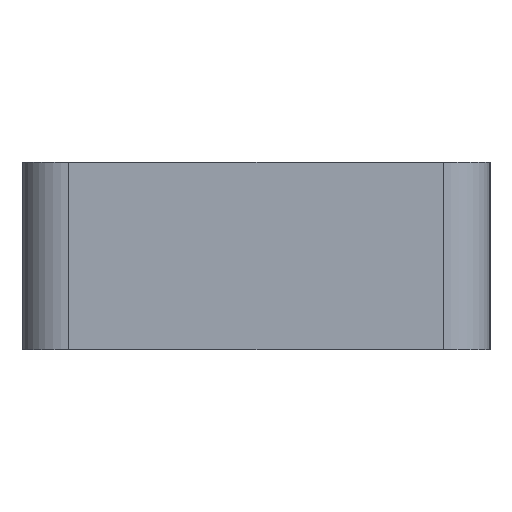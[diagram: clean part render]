
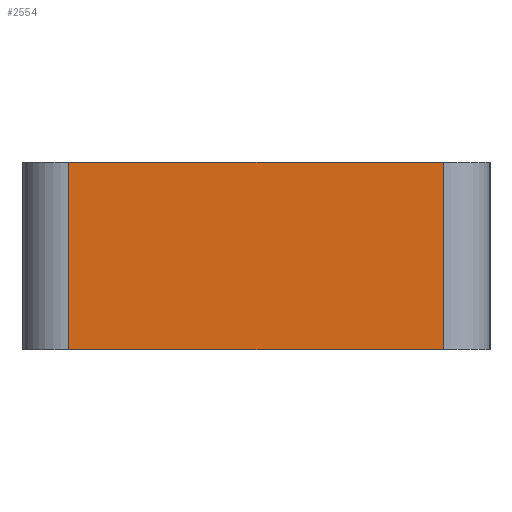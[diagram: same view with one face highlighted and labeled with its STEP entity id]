
A CAD part, left-side view. The second image highlights one B-rep face of the part: STEP entity #2554.
In plain terms, the highlighted planar face has unit normal (-1, 0, 0).
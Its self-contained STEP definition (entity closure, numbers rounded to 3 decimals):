
#21 = ORIENTED_EDGE ( 'NONE', *, *, #631, .T. ) ;
#51 = CARTESIAN_POINT ( 'NONE',  ( -40., -4., 4. ) ) ;
#203 = EDGE_CURVE ( 'NONE', #1608, #1011, #2825, .T. ) ;
#355 = EDGE_CURVE ( 'NONE', #2611, #1546, #2721, .T. ) ;
#445 = VECTOR ( 'NONE', #743, 1000. ) ;
#508 = DIRECTION ( 'NONE',  ( 0., 0., -1. ) ) ;
#590 = CARTESIAN_POINT ( 'NONE',  ( -40., 0., 0. ) ) ;
#631 = EDGE_CURVE ( 'NONE', #1546, #1608, #2890, .T. ) ;
#743 = DIRECTION ( 'NONE',  ( 0., 0., 1. ) ) ;
#762 = ORIENTED_EDGE ( 'NONE', *, *, #1509, .T. ) ;
#801 = FACE_OUTER_BOUND ( 'NONE', #2979, .T. ) ;
#861 = DIRECTION ( 'NONE',  ( 0., 0., 1. ) ) ;
#1011 = VERTEX_POINT ( 'NONE', #1499 ) ;
#1044 = LINE ( 'NONE', #2876, #2949 ) ;
#1092 = PLANE ( 'NONE',  #2445 ) ;
#1470 = ORIENTED_EDGE ( 'NONE', *, *, #355, .T. ) ;
#1499 = CARTESIAN_POINT ( 'NONE',  ( -40., 4., 4. ) ) ;
#1509 = EDGE_CURVE ( 'NONE', #1011, #2611, #1044, .T. ) ;
#1511 = CARTESIAN_POINT ( 'NONE',  ( -40., 4., 0. ) ) ;
#1546 = VERTEX_POINT ( 'NONE', #2226 ) ;
#1608 = VERTEX_POINT ( 'NONE', #51 ) ;
#1673 = CARTESIAN_POINT ( 'NONE',  ( -40., -5., 4. ) ) ;
#1711 = CARTESIAN_POINT ( 'NONE',  ( -40., -4., 4. ) ) ;
#1767 = DIRECTION ( 'NONE',  ( -1., 0., 0. ) ) ;
#1959 = CARTESIAN_POINT ( 'NONE',  ( -40., 5., 0. ) ) ;
#2226 = CARTESIAN_POINT ( 'NONE',  ( -40., -4., 0. ) ) ;
#2337 = DIRECTION ( 'NONE',  ( 0., 1., 0. ) ) ;
#2430 = ORIENTED_EDGE ( 'NONE', *, *, #203, .T. ) ;
#2445 = AXIS2_PLACEMENT_3D ( 'NONE', #590, #1767, #861 ) ;
#2554 = ADVANCED_FACE ( 'NONE', ( #801 ), #1092, .T. ) ;
#2593 = VECTOR ( 'NONE', #2657, 1000. ) ;
#2611 = VERTEX_POINT ( 'NONE', #1511 ) ;
#2657 = DIRECTION ( 'NONE',  ( 0., -1., 0. ) ) ;
#2721 = LINE ( 'NONE', #1959, #2593 ) ;
#2825 = LINE ( 'NONE', #1673, #3016 ) ;
#2876 = CARTESIAN_POINT ( 'NONE',  ( -40., 4., 0. ) ) ;
#2890 = LINE ( 'NONE', #1711, #445 ) ;
#2949 = VECTOR ( 'NONE', #508, 1000. ) ;
#2979 = EDGE_LOOP ( 'NONE', ( #2430, #762, #1470, #21 ) ) ;
#3016 = VECTOR ( 'NONE', #2337, 1000. ) ;
